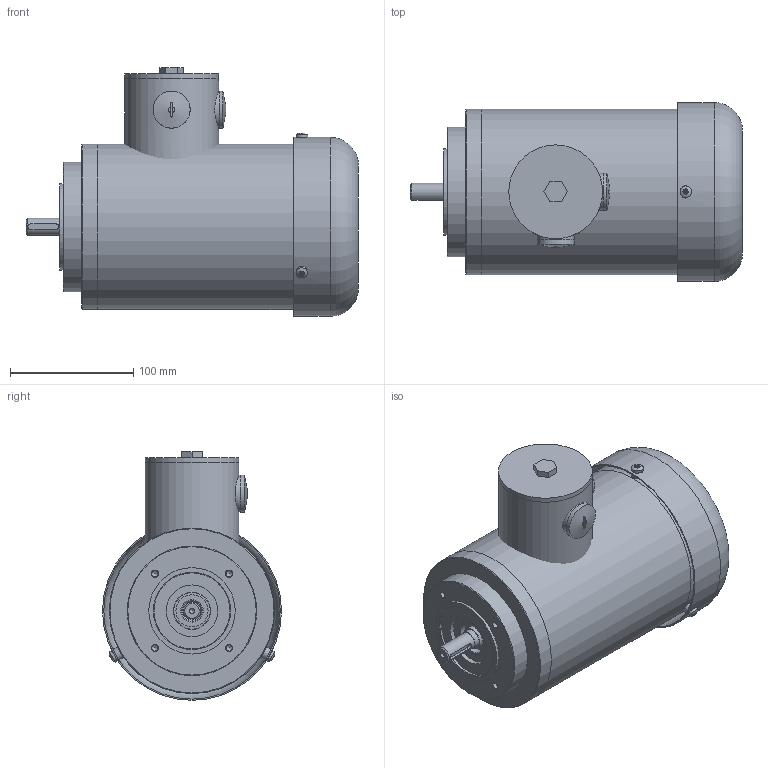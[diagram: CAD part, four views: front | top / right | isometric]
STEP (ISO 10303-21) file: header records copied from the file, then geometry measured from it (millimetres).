
FILE_DESCRIPTION(/* description */ (''),/* implementation_level */ '2;1');
FILE_NAME(/* name */ 'TEFC 71-2A IMB14 FT85 0,37KW',/* time_stamp */ '2018-10-29T13:33:36+01:00',/* author */ (''),/* organization */ (''),/* preprocessor_version */ 'ST-DEVELOPER v16.5',/* originating_system */ 'HiCAD 2017 2201.1 Build 351',/* authorisation */ '');
FILE_SCHEMA (('AUTOMOTIVE_DESIGN { 1 0 10303 214 1 1 1 1 }'));
Length unit declared in the file: millimetre
Products named in the file (33): Root; TENV 71-2A IMB34 FT85_BG; Scheiben 4x_0; ISO 7090-5-200 HV_Scheiben_0; DIN_1587_M5; Flansch B14; Wellendichtring VIA-15A 15x30x7; B-SCHILD; Anschraubnocken; Lüfter TEFC 71; DIN 471-16x1.5_Sicherungsringe_0; Haube TEFC 71-2A Ø145 H52; ISO 7045-M5x12-4.8-Z_Flachkopfschrauben_0; Welle; DIN 625 - 6203_Kugellager_0; N625KUG; Klemmkasten_Baugruppe; DECKELØ76; Blindverschraubung; KK-Korpus Ø76; Gehäuse
Assembly tree (32 placements, depth 5):
  Root
    TENV 71-2A IMB34 FT85_BG
      Scheiben 4x_0
        ISO 7090-5-200 HV_Scheiben_0
        ISO 7090-5-200 HV_Scheiben_0
        ISO 7090-5-200 HV_Scheiben_0
        ISO 7090-5-200 HV_Scheiben_0
      DIN_1587_M5
      DIN_1587_M5
      DIN_1587_M5
      DIN_1587_M5
      Flansch B14
        Wellendichtring VIA-15A 15x30x7
      B-SCHILD
        Anschraubnocken
        Anschraubnocken
        Anschraubnocken
        Lüfter TEFC 71
        DIN 471-16x1.5_Sicherungsringe_0
        Haube TEFC 71-2A Ø145 H52
          ISO 7045-M5x12-4.8-Z_Flachkopfschrauben_0
          ISO 7045-M5x12-4.8-Z_Flachkopfschrauben_0
          ISO 7045-M5x12-4.8-Z_Flachkopfschrauben_0
      Welle
        DIN 625 - 6203_Kugellager_0
          N625KUG
          N625KUG
      Klemmkasten_Baugruppe
        DECKELØ76
        Blindverschraubung
        KK-Korpus Ø76
        Blindverschraubung
      Gehäuse
Bounding box: 269 x 145 x 201.5 mm (x, y, z)
Volume: 885054.8 mm3; surface area: 412917.5 mm2
Topology: 30 solids, 30 shells, 843 faces, 2132 edges, 1399 vertices
Faces by surface type: plane 351, cylinder 271, cone 122, bspline 48, torus 42, sphere 9
Full cylindrical faces by diameter (mm): 2 x2, 4 x1, 4.019 x6, 5 x7, 5.08 x4, 5.3 x4, 5.5 x4, 7.5 x4, 9 x4, 9.5 x3, 10 x7, 14 x3, 15 x3, 15.8 x1, 17 x4, 18.177 x1, 20 x5, 21 x1, 22 x1, 23.095 x2, 24.498 x2, 26 x2, 30 x7, 32.502 x2, 33.905 x2, 35 x1, 40 x3, 42 x1, 61.592 x1, 65 x1
Entity records: 129595 total; most frequent: CARTESIAN_POINT 91565, DIRECTION 4370, PRESENTATION_STYLE_ASSIGNMENT 3786, DRAUGHTING_PRE_DEFINED_CURVE_FONT 3756, CURVE_STYLE 3756, OVER_RIDING_STYLED_ITEM 3756, ORIENTED_EDGE 3756, COLOUR_RGB 2955
